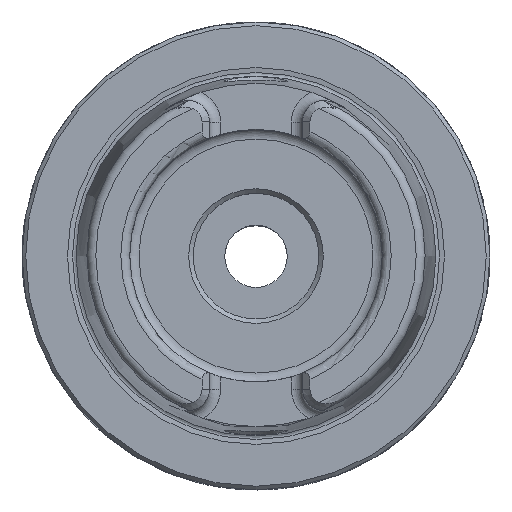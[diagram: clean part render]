
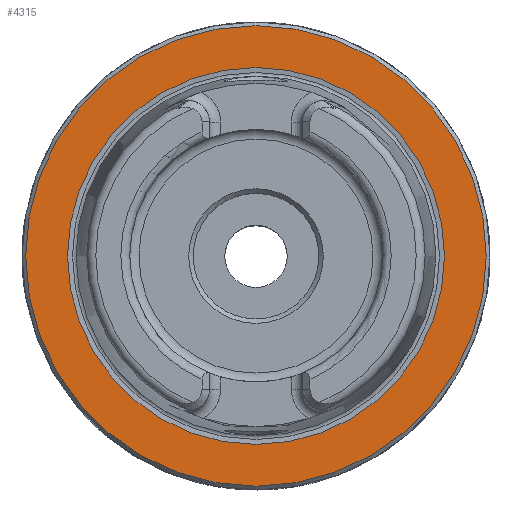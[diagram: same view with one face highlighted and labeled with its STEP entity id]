
A CAD part, top view. The second image highlights one B-rep face of the part: STEP entity #4315.
In plain terms, the highlighted planar face has unit normal (0, 0, 1).
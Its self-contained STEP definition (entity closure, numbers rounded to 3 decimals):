
#431=PLANE('',#4653);
#881=ORIENTED_EDGE('',*,*,#1408,.T.);
#882=ORIENTED_EDGE('',*,*,#1405,.F.);
#1405=EDGE_CURVE('',#1727,#1727,#1964,.T.);
#1408=EDGE_CURVE('',#1730,#1730,#1967,.T.);
#1727=VERTEX_POINT('',#6465);
#1730=VERTEX_POINT('',#6474);
#1964=CIRCLE('',#4648,25.373);
#1967=CIRCLE('',#4654,31.);
#2246=EDGE_LOOP('',(#881));
#2247=EDGE_LOOP('',(#882));
#2575=FACE_BOUND('',#2246,.T.);
#2576=FACE_BOUND('',#2247,.T.);
#4315=ADVANCED_FACE('',(#2575,#2576),#431,.T.);
#4648=AXIS2_PLACEMENT_3D('',#6464,#5336,#5337);
#4653=AXIS2_PLACEMENT_3D('',#6472,#5346,#5347);
#4654=AXIS2_PLACEMENT_3D('',#6473,#5348,#5349);
#5336=DIRECTION('',(0.,0.,1.));
#5337=DIRECTION('',(1.,0.,0.));
#5346=DIRECTION('',(0.,0.,1.));
#5347=DIRECTION('',(1.,0.,0.));
#5348=DIRECTION('',(0.,0.,1.));
#5349=DIRECTION('',(1.,0.,0.));
#6464=CARTESIAN_POINT('',(0.,0.,0.));
#6465=CARTESIAN_POINT('',(25.373,0.,0.));
#6472=CARTESIAN_POINT('',(31.,0.,0.));
#6473=CARTESIAN_POINT('',(0.,0.,0.));
#6474=CARTESIAN_POINT('',(31.,0.,0.));
